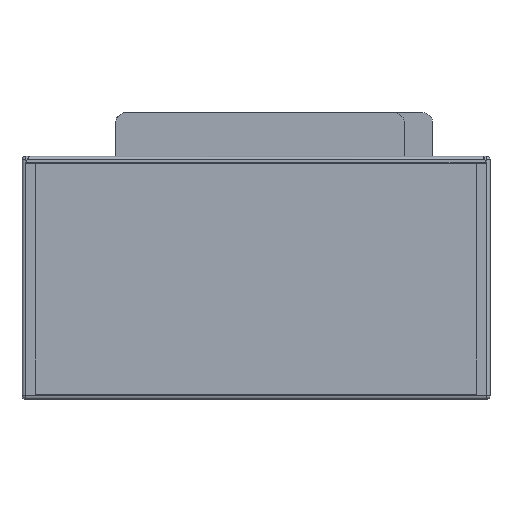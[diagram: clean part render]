
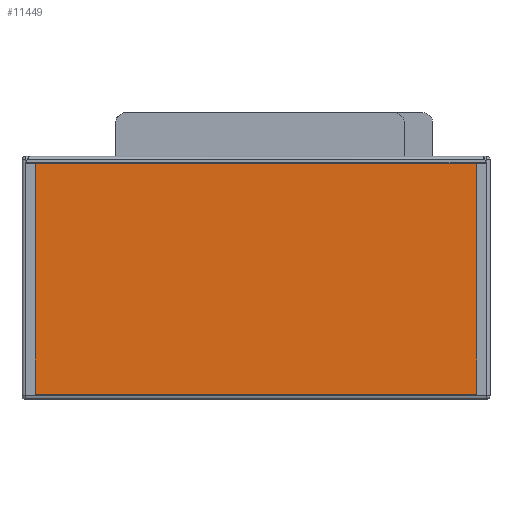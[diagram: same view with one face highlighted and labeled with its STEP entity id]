
A CAD part, top view. The second image highlights one B-rep face of the part: STEP entity #11449.
In plain terms, the highlighted planar face has unit normal (0, 0, 1).
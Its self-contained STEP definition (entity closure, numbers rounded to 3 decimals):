
#497=FACE_OUTER_BOUND('',#1107,.T.);
#1107=EDGE_LOOP('',(#8669,#8670,#8671,#8672));
#2125=LINE('',#16957,#3703);
#2126=LINE('',#16960,#3704);
#2127=LINE('',#16962,#3705);
#2128=LINE('',#16963,#3706);
#3703=VECTOR('',#13831,10.);
#3704=VECTOR('',#13834,10.);
#3705=VECTOR('',#13835,10.);
#3706=VECTOR('',#13836,10.);
#5071=VERTEX_POINT('',#16953);
#5072=VERTEX_POINT('',#16955);
#5073=VERTEX_POINT('',#16959);
#5074=VERTEX_POINT('',#16961);
#6391=EDGE_CURVE('',#5071,#5072,#2125,.T.);
#6392=EDGE_CURVE('',#5071,#5073,#2126,.T.);
#6393=EDGE_CURVE('',#5074,#5072,#2127,.T.);
#6394=EDGE_CURVE('',#5073,#5074,#2128,.T.);
#8669=ORIENTED_EDGE('',*,*,#6392,.F.);
#8670=ORIENTED_EDGE('',*,*,#6391,.T.);
#8671=ORIENTED_EDGE('',*,*,#6393,.F.);
#8672=ORIENTED_EDGE('',*,*,#6394,.F.);
#10864=PLANE('',#12209);
#11449=ADVANCED_FACE('',(#497),#10864,.T.);
#12209=AXIS2_PLACEMENT_3D('',#16958,#13832,#13833);
#13831=DIRECTION('',(0.,1.,0.));
#13832=DIRECTION('center_axis',(0.,0.,1.));
#13833=DIRECTION('ref_axis',(1.,0.,0.));
#13834=DIRECTION('',(-1.,0.,0.));
#13835=DIRECTION('',(1.,0.,0.));
#13836=DIRECTION('',(0.,1.,0.));
#16953=CARTESIAN_POINT('',(86.6,0.,18.5));
#16955=CARTESIAN_POINT('',(86.6,68.5,18.5));
#16957=CARTESIAN_POINT('',(86.6,0.,18.5));
#16958=CARTESIAN_POINT('Origin',(-44.2,0.,18.5));
#16959=CARTESIAN_POINT('',(-44.2,0.,18.5));
#16960=CARTESIAN_POINT('',(-16.2,0.,18.5));
#16961=CARTESIAN_POINT('',(-44.2,68.5,18.5));
#16962=CARTESIAN_POINT('',(-16.2,68.5,18.5));
#16963=CARTESIAN_POINT('',(-44.2,0.,18.5));
